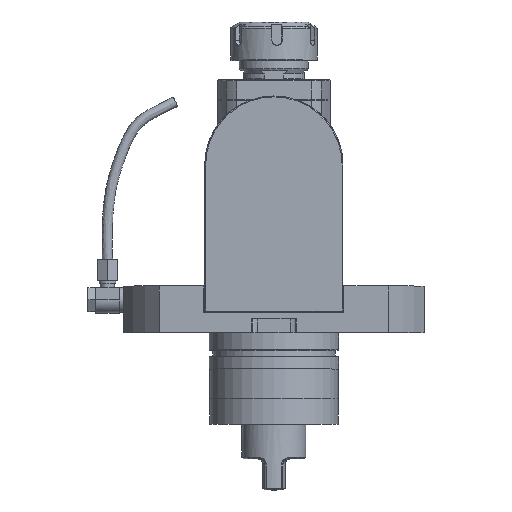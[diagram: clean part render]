
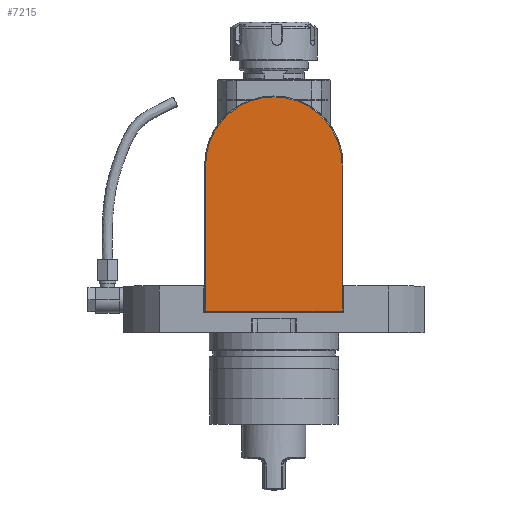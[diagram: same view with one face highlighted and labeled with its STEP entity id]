
A CAD part, top view. The second image highlights one B-rep face of the part: STEP entity #7215.
In plain terms, the highlighted planar face has unit normal (0, 0, 1).
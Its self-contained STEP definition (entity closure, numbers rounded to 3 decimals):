
#2404 = CIRCLE ( 'NONE', #22866, 39.5 ) ;
#4299 = LINE ( 'NONE', #8153, #13936 ) ;
#5613 = EDGE_CURVE ( 'NONE', #24303, #7721, #4299, .T. ) ;
#5940 = CARTESIAN_POINT ( 'NONE',  ( 39.5, 85., 60. ) ) ;
#6998 = CARTESIAN_POINT ( 'NONE',  ( 0., 0.5, 60. ) ) ;
#7034 = EDGE_LOOP ( 'NONE', ( #28285, #28109, #12103, #15115 ) ) ;
#7215 = ADVANCED_FACE ( 'Defeature completata1_1823', ( #21636 ), #14467, .F. ) ;
#7721 = VERTEX_POINT ( 'NONE', #24940 ) ;
#8153 = CARTESIAN_POINT ( 'NONE',  ( -39.5, 85., 60. ) ) ;
#9193 = VERTEX_POINT ( 'NONE', #11304 ) ;
#10028 = EDGE_CURVE ( 'NONE', #7721, #18405, #25599, .T. ) ;
#11304 = CARTESIAN_POINT ( 'NONE',  ( 39.5, 85., 60. ) ) ;
#12103 = ORIENTED_EDGE ( 'NONE', *, *, #5613, .T. ) ;
#12377 = VECTOR ( 'NONE', #25033, 1000. ) ;
#12487 = VECTOR ( 'NONE', #15006, 1000. ) ;
#13936 = VECTOR ( 'NONE', #15162, 1000. ) ;
#14006 = EDGE_CURVE ( 'NONE', #9193, #24303, #2404, .T. ) ;
#14205 = CARTESIAN_POINT ( 'NONE',  ( 0., 85., 60. ) ) ;
#14467 = PLANE ( 'NONE',  #20419 ) ;
#15006 = DIRECTION ( 'NONE',  ( 0., 1., 0. ) ) ;
#15115 = ORIENTED_EDGE ( 'NONE', *, *, #10028, .T. ) ;
#15162 = DIRECTION ( 'NONE',  ( 0., -1., 0. ) ) ;
#17295 = CARTESIAN_POINT ( 'NONE',  ( 0., 85., 60. ) ) ;
#18405 = VERTEX_POINT ( 'NONE', #25544 ) ;
#19391 = DIRECTION ( 'NONE',  ( 0., 0., -1. ) ) ;
#20419 = AXIS2_PLACEMENT_3D ( 'NONE', #17295, #19391, #28455 ) ;
#21636 = FACE_OUTER_BOUND ( 'NONE', #7034, .T. ) ;
#22866 = AXIS2_PLACEMENT_3D ( 'NONE', #14205, #23290, #27895 ) ;
#23290 = DIRECTION ( 'NONE',  ( 0., 0., 1. ) ) ;
#24303 = VERTEX_POINT ( 'NONE', #24549 ) ;
#24549 = CARTESIAN_POINT ( 'NONE',  ( -39.5, 85., 60. ) ) ;
#24940 = CARTESIAN_POINT ( 'NONE',  ( -39.5, 0.5, 60. ) ) ;
#25033 = DIRECTION ( 'NONE',  ( 1., 0., 0. ) ) ;
#25544 = CARTESIAN_POINT ( 'NONE',  ( 39.5, 0.5, 60. ) ) ;
#25599 = LINE ( 'NONE', #6998, #12377 ) ;
#26338 = LINE ( 'NONE', #5940, #12487 ) ;
#26738 = EDGE_CURVE ( 'NONE', #18405, #9193, #26338, .T. ) ;
#27895 = DIRECTION ( 'NONE',  ( -1., 0., 0. ) ) ;
#28109 = ORIENTED_EDGE ( 'NONE', *, *, #14006, .T. ) ;
#28285 = ORIENTED_EDGE ( 'NONE', *, *, #26738, .T. ) ;
#28455 = DIRECTION ( 'NONE',  ( -1., 0., 0. ) ) ;
